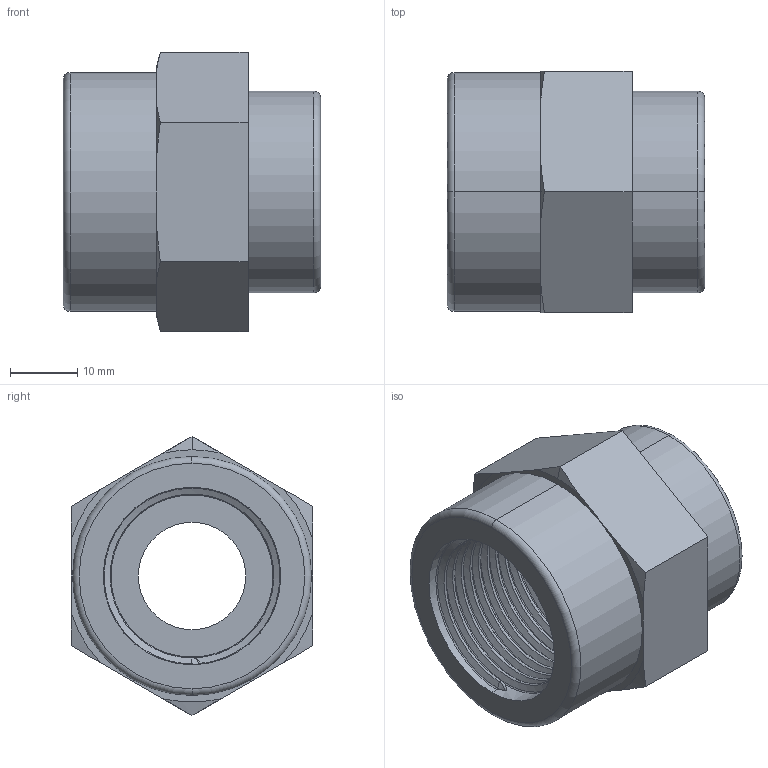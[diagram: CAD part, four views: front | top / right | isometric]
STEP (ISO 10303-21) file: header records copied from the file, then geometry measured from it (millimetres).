
FILE_DESCRIPTION (( 'STEP AP203' ), '1' );
FILE_NAME ('00232_0503.STEP', '2017-05-17T13:43:39', ( '' ), ( '' ), 'SwSTEP 2.0', 'SolidWorks 2011', '' );
FILE_SCHEMA (( 'CONFIG_CONTROL_DESIGN' ));
Length unit declared in the file: millimetre
Products named in the file (1): 00232_0503
Bounding box: 38.3 x 36 x 41.57 mm (x, y, z)
Volume: 21169 mm3; surface area: 10278 mm2
Topology: 1 solids, 1 shells, 91 faces, 248 edges, 158 vertices
Faces by surface type: cylinder 45, torus 12, cone 12, plane 12, bspline 10
Entity records: 11109 total; most frequent: CARTESIAN_POINT 9081, ORIENTED_EDGE 486, DIRECTION 333, EDGE_CURVE 243, VERTEX_POINT 158, AXIS2_PLACEMENT_3D 133, EDGE_LOOP 97, FACE_OUTER_BOUND 91
